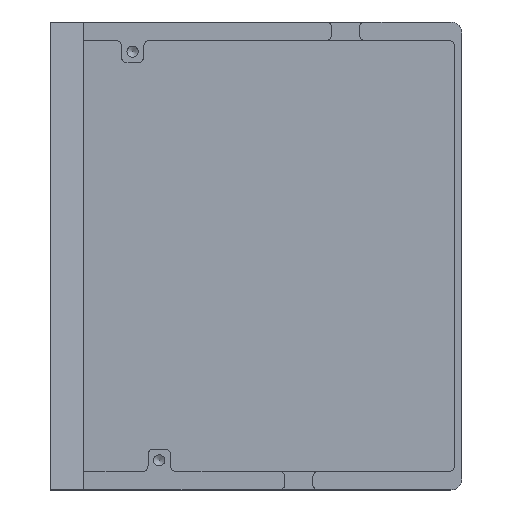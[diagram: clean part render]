
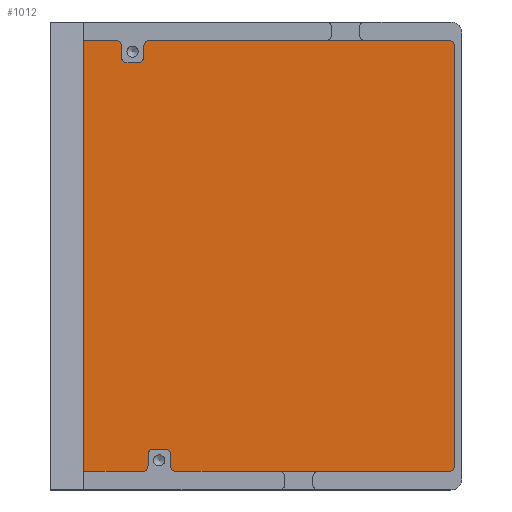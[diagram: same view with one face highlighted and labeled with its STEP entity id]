
A CAD part, top view. The second image highlights one B-rep face of the part: STEP entity #1012.
In plain terms, the highlighted planar face has unit normal (0, 0, 1).
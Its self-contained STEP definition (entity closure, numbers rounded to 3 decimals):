
#43=CIRCLE('',#1083,1.);
#44=CIRCLE('',#1084,1.);
#45=CIRCLE('',#1085,1.);
#46=CIRCLE('',#1086,1.);
#47=CIRCLE('',#1087,1.);
#48=CIRCLE('',#1088,1.);
#49=CIRCLE('',#1089,1.);
#50=CIRCLE('',#1090,1.);
#51=CIRCLE('',#1091,1.);
#52=CIRCLE('',#1092,1.);
#97=FACE_OUTER_BOUND('',#151,.T.);
#151=EDGE_LOOP('',(#712,#713,#714,#715,#716,#717,#718,#719,#720,#721,#722,
#723,#724,#725,#726,#727,#728,#729,#730,#731,#732,#733));
#211=LINE('',#1511,#316);
#231=LINE('',#1555,#336);
#232=LINE('',#1559,#337);
#233=LINE('',#1563,#338);
#234=LINE('',#1567,#339);
#235=LINE('',#1571,#340);
#236=LINE('',#1575,#341);
#237=LINE('',#1579,#342);
#238=LINE('',#1583,#343);
#239=LINE('',#1587,#344);
#240=LINE('',#1591,#345);
#241=LINE('',#1594,#346);
#316=VECTOR('',#1194,10.);
#336=VECTOR('',#1226,10.);
#337=VECTOR('',#1229,10.);
#338=VECTOR('',#1232,10.);
#339=VECTOR('',#1235,10.);
#340=VECTOR('',#1238,10.);
#341=VECTOR('',#1241,10.);
#342=VECTOR('',#1244,10.);
#343=VECTOR('',#1247,10.);
#344=VECTOR('',#1250,10.);
#345=VECTOR('',#1253,10.);
#346=VECTOR('',#1256,10.);
#419=VERTEX_POINT('',#1508);
#420=VERTEX_POINT('',#1510);
#438=VERTEX_POINT('',#1554);
#439=VERTEX_POINT('',#1556);
#440=VERTEX_POINT('',#1558);
#441=VERTEX_POINT('',#1560);
#442=VERTEX_POINT('',#1562);
#443=VERTEX_POINT('',#1564);
#444=VERTEX_POINT('',#1566);
#445=VERTEX_POINT('',#1568);
#446=VERTEX_POINT('',#1570);
#447=VERTEX_POINT('',#1572);
#448=VERTEX_POINT('',#1574);
#449=VERTEX_POINT('',#1576);
#450=VERTEX_POINT('',#1578);
#451=VERTEX_POINT('',#1580);
#452=VERTEX_POINT('',#1582);
#453=VERTEX_POINT('',#1584);
#454=VERTEX_POINT('',#1586);
#455=VERTEX_POINT('',#1588);
#456=VERTEX_POINT('',#1590);
#457=VERTEX_POINT('',#1592);
#525=EDGE_CURVE('',#420,#419,#211,.T.);
#547=EDGE_CURVE('',#438,#419,#231,.T.);
#548=EDGE_CURVE('',#438,#439,#43,.T.);
#549=EDGE_CURVE('',#439,#440,#232,.T.);
#550=EDGE_CURVE('',#441,#440,#44,.F.);
#551=EDGE_CURVE('',#441,#442,#233,.T.);
#552=EDGE_CURVE('',#443,#442,#45,.F.);
#553=EDGE_CURVE('',#443,#444,#234,.T.);
#554=EDGE_CURVE('',#444,#445,#46,.T.);
#555=EDGE_CURVE('',#446,#445,#235,.T.);
#556=EDGE_CURVE('',#446,#447,#47,.T.);
#557=EDGE_CURVE('',#448,#447,#236,.T.);
#558=EDGE_CURVE('',#448,#449,#48,.T.);
#559=EDGE_CURVE('',#450,#449,#237,.T.);
#560=EDGE_CURVE('',#450,#451,#49,.T.);
#561=EDGE_CURVE('',#451,#452,#238,.T.);
#562=EDGE_CURVE('',#453,#452,#50,.F.);
#563=EDGE_CURVE('',#453,#454,#239,.T.);
#564=EDGE_CURVE('',#455,#454,#51,.F.);
#565=EDGE_CURVE('',#455,#456,#240,.T.);
#566=EDGE_CURVE('',#456,#457,#52,.T.);
#567=EDGE_CURVE('',#420,#457,#241,.T.);
#712=ORIENTED_EDGE('',*,*,#525,.T.);
#713=ORIENTED_EDGE('',*,*,#547,.F.);
#714=ORIENTED_EDGE('',*,*,#548,.T.);
#715=ORIENTED_EDGE('',*,*,#549,.T.);
#716=ORIENTED_EDGE('',*,*,#550,.F.);
#717=ORIENTED_EDGE('',*,*,#551,.T.);
#718=ORIENTED_EDGE('',*,*,#552,.F.);
#719=ORIENTED_EDGE('',*,*,#553,.T.);
#720=ORIENTED_EDGE('',*,*,#554,.T.);
#721=ORIENTED_EDGE('',*,*,#555,.F.);
#722=ORIENTED_EDGE('',*,*,#556,.T.);
#723=ORIENTED_EDGE('',*,*,#557,.F.);
#724=ORIENTED_EDGE('',*,*,#558,.T.);
#725=ORIENTED_EDGE('',*,*,#559,.F.);
#726=ORIENTED_EDGE('',*,*,#560,.T.);
#727=ORIENTED_EDGE('',*,*,#561,.T.);
#728=ORIENTED_EDGE('',*,*,#562,.F.);
#729=ORIENTED_EDGE('',*,*,#563,.T.);
#730=ORIENTED_EDGE('',*,*,#564,.F.);
#731=ORIENTED_EDGE('',*,*,#565,.T.);
#732=ORIENTED_EDGE('',*,*,#566,.T.);
#733=ORIENTED_EDGE('',*,*,#567,.F.);
#983=PLANE('',#1082);
#1012=ADVANCED_FACE('',(#97),#983,.F.);
#1082=AXIS2_PLACEMENT_3D('',#1553,#1224,#1225);
#1083=AXIS2_PLACEMENT_3D('',#1557,#1227,#1228);
#1084=AXIS2_PLACEMENT_3D('',#1561,#1230,#1231);
#1085=AXIS2_PLACEMENT_3D('',#1565,#1233,#1234);
#1086=AXIS2_PLACEMENT_3D('',#1569,#1236,#1237);
#1087=AXIS2_PLACEMENT_3D('',#1573,#1239,#1240);
#1088=AXIS2_PLACEMENT_3D('',#1577,#1242,#1243);
#1089=AXIS2_PLACEMENT_3D('',#1581,#1245,#1246);
#1090=AXIS2_PLACEMENT_3D('',#1585,#1248,#1249);
#1091=AXIS2_PLACEMENT_3D('',#1589,#1251,#1252);
#1092=AXIS2_PLACEMENT_3D('',#1593,#1254,#1255);
#1194=DIRECTION('',(0.,-1.,0.));
#1224=DIRECTION('center_axis',(0.,0.,-1.));
#1225=DIRECTION('ref_axis',(-1.,0.,0.));
#1226=DIRECTION('',(-1.,0.,0.));
#1227=DIRECTION('center_axis',(0.,0.,1.));
#1228=DIRECTION('ref_axis',(0.707,-0.707,0.));
#1229=DIRECTION('',(0.,1.,0.));
#1230=DIRECTION('center_axis',(0.,0.,-1.));
#1231=DIRECTION('ref_axis',(-0.707,0.707,0.));
#1232=DIRECTION('',(1.,0.,0.));
#1233=DIRECTION('center_axis',(0.,0.,-1.));
#1234=DIRECTION('ref_axis',(0.707,0.707,0.));
#1235=DIRECTION('',(0.,-1.,0.));
#1236=DIRECTION('center_axis',(0.,0.,1.));
#1237=DIRECTION('ref_axis',(-0.707,-0.707,0.));
#1238=DIRECTION('',(-1.,0.,0.));
#1239=DIRECTION('center_axis',(0.,0.,1.));
#1240=DIRECTION('ref_axis',(0.707,-0.707,0.));
#1241=DIRECTION('',(0.,-1.,0.));
#1242=DIRECTION('center_axis',(0.,0.,1.));
#1243=DIRECTION('ref_axis',(0.707,0.707,0.));
#1244=DIRECTION('',(1.,0.,0.));
#1245=DIRECTION('center_axis',(0.,0.,1.));
#1246=DIRECTION('ref_axis',(-0.707,0.707,0.));
#1247=DIRECTION('',(0.,-1.,0.));
#1248=DIRECTION('center_axis',(0.,0.,-1.));
#1249=DIRECTION('ref_axis',(0.707,-0.707,0.));
#1250=DIRECTION('',(-1.,0.,0.));
#1251=DIRECTION('center_axis',(0.,0.,-1.));
#1252=DIRECTION('ref_axis',(-0.707,-0.707,0.));
#1253=DIRECTION('',(0.,1.,0.));
#1254=DIRECTION('center_axis',(0.,0.,1.));
#1255=DIRECTION('ref_axis',(0.707,0.707,0.));
#1256=DIRECTION('',(1.,0.,0.));
#1508=CARTESIAN_POINT('',(181.757,-76.7,-8.));
#1510=CARTESIAN_POINT('',(181.757,0.5,-8.));
#1511=CARTESIAN_POINT('',(181.757,-17.045,-8.));
#1553=CARTESIAN_POINT('Origin',(123.825,-38.1,-8.));
#1554=CARTESIAN_POINT('',(192.263,-76.7,-8.));
#1555=CARTESIAN_POINT('',(-0.5,-76.7,-8.));
#1556=CARTESIAN_POINT('',(193.263,-75.7,-8.));
#1557=CARTESIAN_POINT('Origin',(192.263,-75.7,-8.));
#1558=CARTESIAN_POINT('',(193.263,-73.7,-8.));
#1559=CARTESIAN_POINT('',(193.263,-57.4,-8.));
#1560=CARTESIAN_POINT('',(194.263,-72.7,-8.));
#1561=CARTESIAN_POINT('Origin',(194.263,-73.7,-8.));
#1562=CARTESIAN_POINT('',(196.263,-72.7,-8.));
#1563=CARTESIAN_POINT('',(158.544,-72.7,-8.));
#1564=CARTESIAN_POINT('',(197.263,-73.7,-8.));
#1565=CARTESIAN_POINT('Origin',(196.263,-73.7,-8.));
#1566=CARTESIAN_POINT('',(197.263,-75.7,-8.));
#1567=CARTESIAN_POINT('',(197.263,-55.4,-8.));
#1568=CARTESIAN_POINT('',(198.263,-76.7,-8.));
#1569=CARTESIAN_POINT('Origin',(198.263,-75.7,-8.));
#1570=CARTESIAN_POINT('',(247.15,-76.7,-8.));
#1571=CARTESIAN_POINT('',(-0.5,-76.7,-8.));
#1572=CARTESIAN_POINT('',(248.15,-75.7,-8.));
#1573=CARTESIAN_POINT('Origin',(247.15,-75.7,-8.));
#1574=CARTESIAN_POINT('',(248.15,-0.5,-8.));
#1575=CARTESIAN_POINT('',(248.15,-76.7,-8.));
#1576=CARTESIAN_POINT('',(247.15,0.5,-8.));
#1577=CARTESIAN_POINT('Origin',(247.15,-0.5,-8.));
#1578=CARTESIAN_POINT('',(193.5,0.5,-8.));
#1579=CARTESIAN_POINT('',(248.15,0.5,-8.));
#1580=CARTESIAN_POINT('',(192.5,-0.5,-8.));
#1581=CARTESIAN_POINT('Origin',(193.5,-0.5,-8.));
#1582=CARTESIAN_POINT('',(192.5,-2.5,-8.));
#1583=CARTESIAN_POINT('',(192.5,-18.8,-8.));
#1584=CARTESIAN_POINT('',(191.5,-3.5,-8.));
#1585=CARTESIAN_POINT('Origin',(191.5,-2.5,-8.));
#1586=CARTESIAN_POINT('',(189.5,-3.5,-8.));
#1587=CARTESIAN_POINT('',(158.163,-3.5,-8.));
#1588=CARTESIAN_POINT('',(188.5,-2.5,-8.));
#1589=CARTESIAN_POINT('Origin',(189.5,-2.5,-8.));
#1590=CARTESIAN_POINT('',(188.5,-0.5,-8.));
#1591=CARTESIAN_POINT('',(188.5,-20.8,-8.));
#1592=CARTESIAN_POINT('',(187.5,0.5,-8.));
#1593=CARTESIAN_POINT('Origin',(187.5,-0.5,-8.));
#1594=CARTESIAN_POINT('',(248.15,0.5,-8.));
